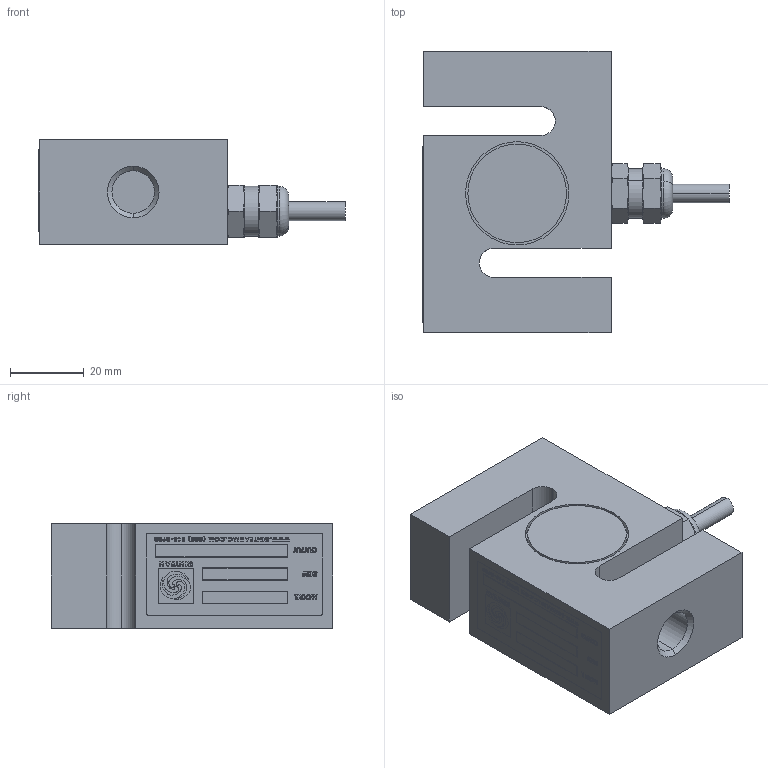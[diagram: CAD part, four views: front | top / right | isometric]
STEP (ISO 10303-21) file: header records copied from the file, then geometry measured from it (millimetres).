
FILE_DESCRIPTION (( 'STEP AP214' ), '1' );
FILE_NAME ('ZD1-C-750 to 3K X1 (STEP).STEP', '2021-07-30T21:17:12', ( '' ), ( '' ), 'SwSTEP 2.0', 'SolidWorks 2021', '' );
FILE_SCHEMA (( 'AUTOMOTIVE_DESIGN' ));
Length unit declared in the file: inch
Products named in the file (1): ZD1-C-750 to 3K X1 (STEP)
Bounding box: 82.87 x 76.2 x 28.19 mm (x, y, z)
Volume: 93263 mm3; surface area: 22642.6 mm2
Topology: 4 solids, 4 shells, 172 faces, 857 edges, 786 vertices
Faces by surface type: plane 127, cylinder 29, cone 14, torus 2
Entity records: 15062 total; most frequent: CARTESIAN_POINT 5912, ORIENTED_EDGE 1714, DIRECTION 987, EDGE_CURVE 857, VERTEX_POINT 786, VECTOR 489, LINE 489, B_SPLINE_CURVE_WITH_KNOTS 292
